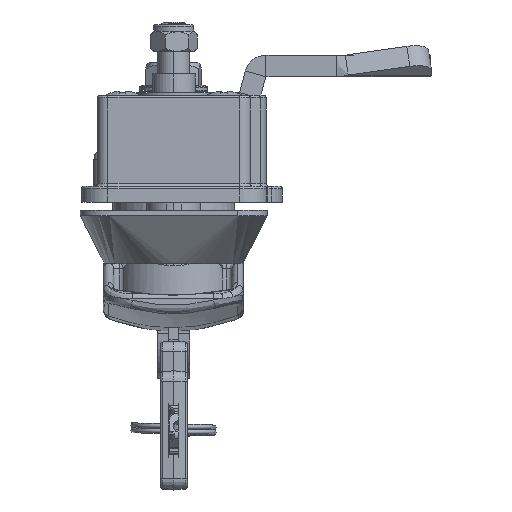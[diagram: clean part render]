
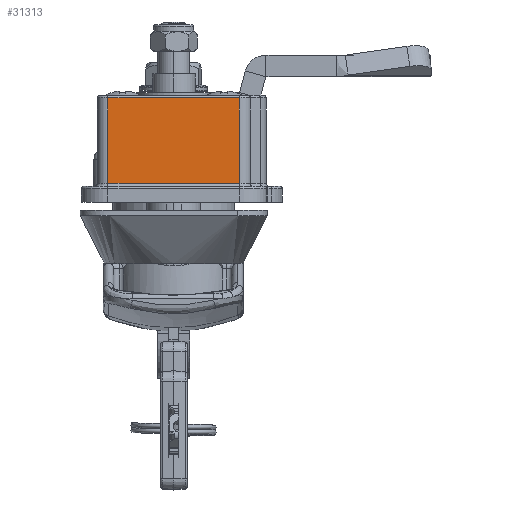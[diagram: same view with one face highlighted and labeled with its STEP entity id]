
A CAD part, left-side view. The second image highlights one B-rep face of the part: STEP entity #31313.
In plain terms, the highlighted planar face has unit normal (-1, 0, 0).
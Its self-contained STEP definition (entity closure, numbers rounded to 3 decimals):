
#2366 = VERTEX_POINT ( 'NONE', #20360 ) ;
#3117 = LINE ( 'NONE', #57260, #56268 ) ;
#6916 = DIRECTION ( 'NONE',  ( 0., 0., -1. ) ) ;
#7081 = CARTESIAN_POINT ( 'NONE',  ( -76.8, -37.7, 21.5 ) ) ;
#10298 = EDGE_CURVE ( 'NONE', #51834, #10982, #35138, .T. ) ;
#10982 = VERTEX_POINT ( 'NONE', #34630 ) ;
#17508 = FACE_OUTER_BOUND ( 'NONE', #47411, .T. ) ;
#20360 = CARTESIAN_POINT ( 'NONE',  ( -76.8, -62.3, 5. ) ) ;
#29393 = CARTESIAN_POINT ( 'NONE',  ( -76.8, -62.3, 21.5 ) ) ;
#30522 = ORIENTED_EDGE ( 'NONE', *, *, #49302, .F. ) ;
#31081 = PLANE ( 'NONE',  #49881 ) ;
#31313 = ADVANCED_FACE ( 'NONE', ( #17508 ), #31081, .F. ) ;
#31374 = DIRECTION ( 'NONE',  ( 1., 0., 0. ) ) ;
#31628 = VECTOR ( 'NONE', #6916, 1000. ) ;
#32532 = EDGE_CURVE ( 'NONE', #10982, #51416, #3117, .T. ) ;
#33046 = DIRECTION ( 'NONE',  ( 0., 1., 0. ) ) ;
#33624 = CARTESIAN_POINT ( 'NONE',  ( -76.8, -35.7, 5. ) ) ;
#33743 = CARTESIAN_POINT ( 'NONE',  ( -76.8, -62.3, 21. ) ) ;
#33914 = LINE ( 'NONE', #33624, #36787 ) ;
#34630 = CARTESIAN_POINT ( 'NONE',  ( -76.8, -37.7, 21. ) ) ;
#35138 = LINE ( 'NONE', #7081, #43170 ) ;
#36787 = VECTOR ( 'NONE', #33046, 1000. ) ;
#38221 = ORIENTED_EDGE ( 'NONE', *, *, #53751, .F. ) ;
#39759 = DIRECTION ( 'NONE',  ( 0., -1., 0. ) ) ;
#41957 = CARTESIAN_POINT ( 'NONE',  ( -76.8, -37.7, 5. ) ) ;
#43170 = VECTOR ( 'NONE', #53212, 1000. ) ;
#44989 = DIRECTION ( 'NONE',  ( 0., 0., 1. ) ) ;
#45585 = CARTESIAN_POINT ( 'NONE',  ( -76.8, -35.7, 21.5 ) ) ;
#47411 = EDGE_LOOP ( 'NONE', ( #38221, #30522, #58480, #47758 ) ) ;
#47758 = ORIENTED_EDGE ( 'NONE', *, *, #10298, .F. ) ;
#49302 = EDGE_CURVE ( 'NONE', #51416, #2366, #52183, .T. ) ;
#49881 = AXIS2_PLACEMENT_3D ( 'NONE', #45585, #31374, #44989 ) ;
#51416 = VERTEX_POINT ( 'NONE', #33743 ) ;
#51834 = VERTEX_POINT ( 'NONE', #41957 ) ;
#52183 = LINE ( 'NONE', #29393, #31628 ) ;
#53212 = DIRECTION ( 'NONE',  ( 0., 0., 1. ) ) ;
#53751 = EDGE_CURVE ( 'NONE', #2366, #51834, #33914, .T. ) ;
#56268 = VECTOR ( 'NONE', #39759, 1000. ) ;
#57260 = CARTESIAN_POINT ( 'NONE',  ( -76.8, -64.5, 21. ) ) ;
#58480 = ORIENTED_EDGE ( 'NONE', *, *, #32532, .F. ) ;
